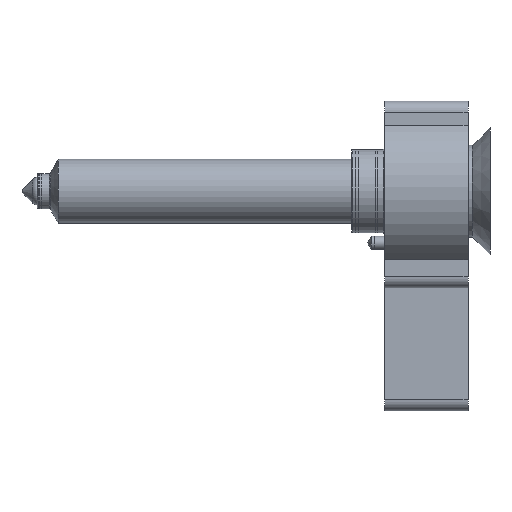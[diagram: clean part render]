
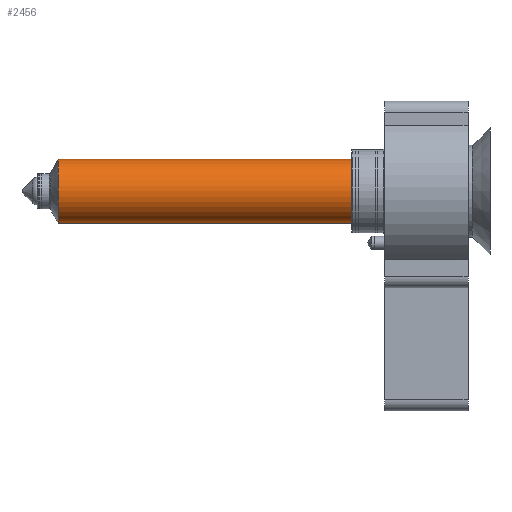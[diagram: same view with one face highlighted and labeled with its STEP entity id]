
A CAD part, top view. The second image highlights one B-rep face of the part: STEP entity #2456.
In plain terms, the highlighted cylindrical face has radius 14.5 mm (diameter 29 mm), a full revolution.
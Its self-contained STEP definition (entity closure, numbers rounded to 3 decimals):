
#418 = CARTESIAN_POINT ( 'NONE',  ( 0., 0., -150. ) ) ;
#858 = EDGE_LOOP ( 'NONE', ( #6367 ) ) ;
#1610 = EDGE_LOOP ( 'NONE', ( #10855 ) ) ;
#1788 = EDGE_CURVE ( 'NONE', #4548, #4548, #3403, .T. ) ;
#2456 = ADVANCED_FACE ( 'NONE', ( #5904, #10370 ), #5858, .T. ) ;
#3403 = CIRCLE ( 'NONE', #12659, 14.5 ) ;
#3423 = DIRECTION ( 'NONE',  ( 0., 0., -1. ) ) ;
#3499 = DIRECTION ( 'NONE',  ( 0., 0., -1. ) ) ;
#3646 = AXIS2_PLACEMENT_3D ( 'NONE', #10262, #3423, #11442 ) ;
#4350 = VERTEX_POINT ( 'NONE', #6562 ) ;
#4548 = VERTEX_POINT ( 'NONE', #8722 ) ;
#5119 = DIRECTION ( 'NONE',  ( -1., 0., 0. ) ) ;
#5379 = CARTESIAN_POINT ( 'NONE',  ( 0., 0., 0. ) ) ;
#5858 = CYLINDRICAL_SURFACE ( 'NONE', #13032, 14.5 ) ;
#5904 = FACE_OUTER_BOUND ( 'NONE', #1610, .T. ) ;
#6271 = EDGE_CURVE ( 'NONE', #4350, #4350, #7882, .T. ) ;
#6367 = ORIENTED_EDGE ( 'NONE', *, *, #6271, .T. ) ;
#6562 = CARTESIAN_POINT ( 'NONE',  ( -14.5, 0., -16.464 ) ) ;
#7882 = CIRCLE ( 'NONE', #3646, 14.5 ) ;
#8435 = DIRECTION ( 'NONE',  ( 0., 0., -1. ) ) ;
#8722 = CARTESIAN_POINT ( 'NONE',  ( -14.5, 0., -150. ) ) ;
#10262 = CARTESIAN_POINT ( 'NONE',  ( 0., 0., -16.464 ) ) ;
#10370 = FACE_OUTER_BOUND ( 'NONE', #858, .T. ) ;
#10855 = ORIENTED_EDGE ( 'NONE', *, *, #1788, .F. ) ;
#11442 = DIRECTION ( 'NONE',  ( -1., 0., 0. ) ) ;
#11910 = DIRECTION ( 'NONE',  ( -1., 0., 0. ) ) ;
#12659 = AXIS2_PLACEMENT_3D ( 'NONE', #418, #8435, #11910 ) ;
#13032 = AXIS2_PLACEMENT_3D ( 'NONE', #5379, #3499, #5119 ) ;
